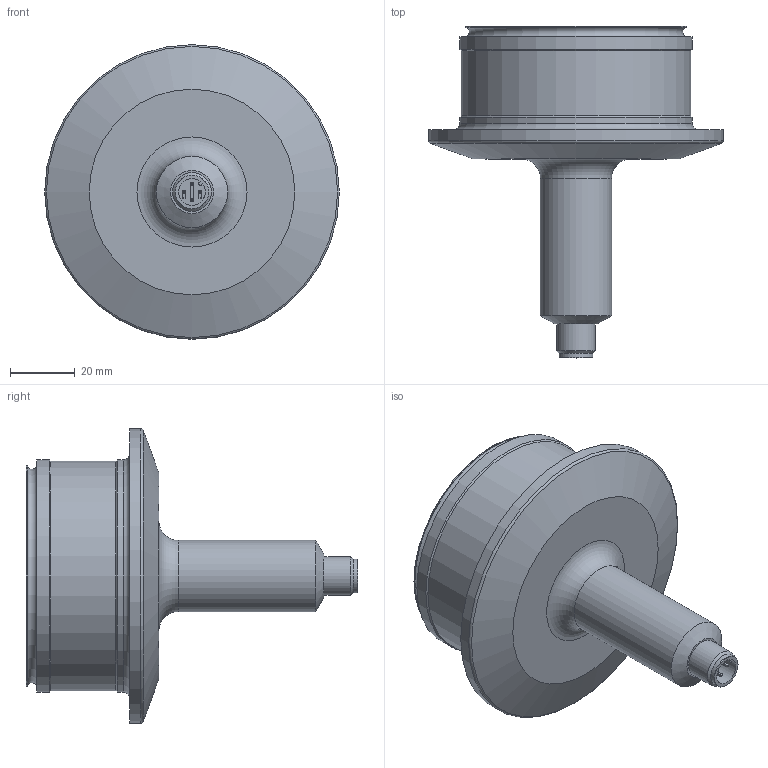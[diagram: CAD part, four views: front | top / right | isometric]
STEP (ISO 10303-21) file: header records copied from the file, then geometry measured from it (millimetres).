
FILE_DESCRIPTION( ( 'Unknown' ), '1' );
FILE_NAME( 'PBMH_xxxxxxxx1456xxx.stp', 'Unknown', ( 'Unknown' ), ( 'Unknown' ), 'PSStep 14.0', 'Unknown', ' ' );
FILE_SCHEMA( ( 'AUTOMOTIVE_DESIGN { 1 0 10303 214 1 1 1 1 }' ) );
Length unit declared in the file: millimetre
Products named in the file (1): 142551
Bounding box: 91 x 102.5 x 91 mm (x, y, z)
Volume: 196199.4 mm3; surface area: 25572 mm2
Topology: 1 solids, 3 shells, 113 faces, 292 edges, 191 vertices
Faces by surface type: plane 67, cylinder 31, cone 8, torus 7
Full cylindrical faces by diameter (mm): 8.3 x1, 9.4 x1, 9.45 x1, 9.5 x1, 10.5 x1, 12 x1, 22 x1, 68 x1, 71 x1, 71.9 x2, 91 x1
Entity records: 4138 total; most frequent: DIRECTION 564, CARTESIAN_POINT 551, ORIENTED_EDGE 510, EDGE_CURVE 255, AXIS2_PLACEMENT_3D 195, VERTEX_POINT 182, LINE 174, VECTOR 174
